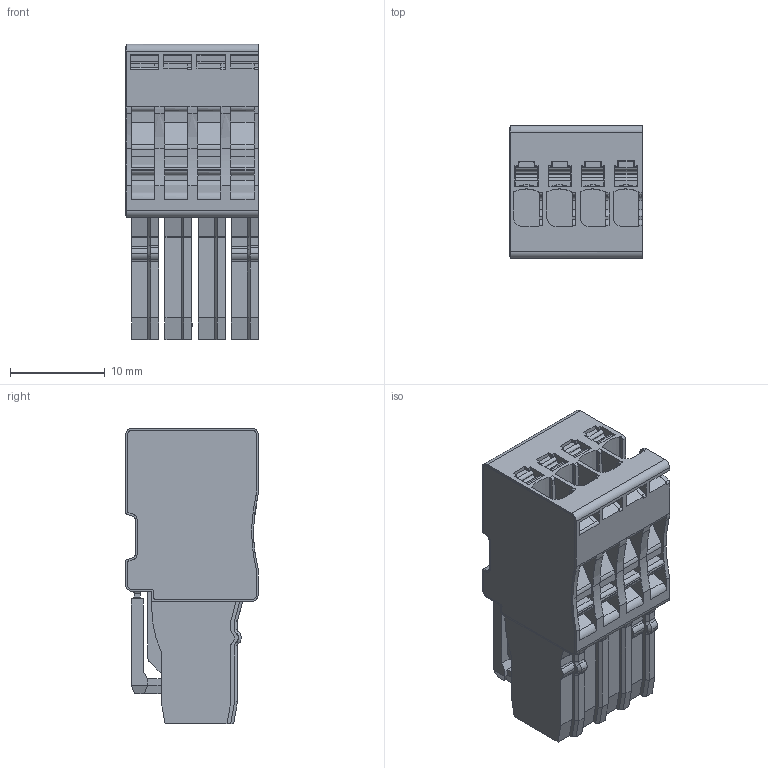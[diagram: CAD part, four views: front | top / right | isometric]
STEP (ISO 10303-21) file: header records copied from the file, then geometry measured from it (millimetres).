
FILE_DESCRIPTION(('CATIA V5 STEP Exchange','CAx-IF Rec.Pracs.--- Model Styling and Organization---1.4--- 2014-01-23'),'2;1');
FILE_NAME ('106178-1_2', '2021-11-29T08:43:56+00:00', ('none'), ('Weidmueller'), 'CATIA Version 5-6 Release 2016 SP3 HF44', 'CATIA V5 STEP AP214', 'none');
FILE_SCHEMA(('AUTOMOTIVE_DESIGN { 1 0 10303 214 1 1 1 1 }'));
Products named in the file (1): 2482370000
Bounding box: 14 x 14 x 31.15 mm (x, y, z)
Volume: 3913.5 mm3; surface area: 4731.8 mm2
Topology: 9 solids, 21 shells, 1593 faces, 4618 edges, 3061 vertices
Faces by surface type: plane 979, cylinder 556, bspline 44, cone 10, extrusion 4
Entity records: 54256 total; most frequent: CARTESIAN_POINT 14263, ORIENTED_EDGE 9236, DIRECTION 6803, EDGE_CURVE 4618, VECTOR 3320, LINE 3316, VERTEX_POINT 3061, AXIS2_PLACEMENT_3D 2070
